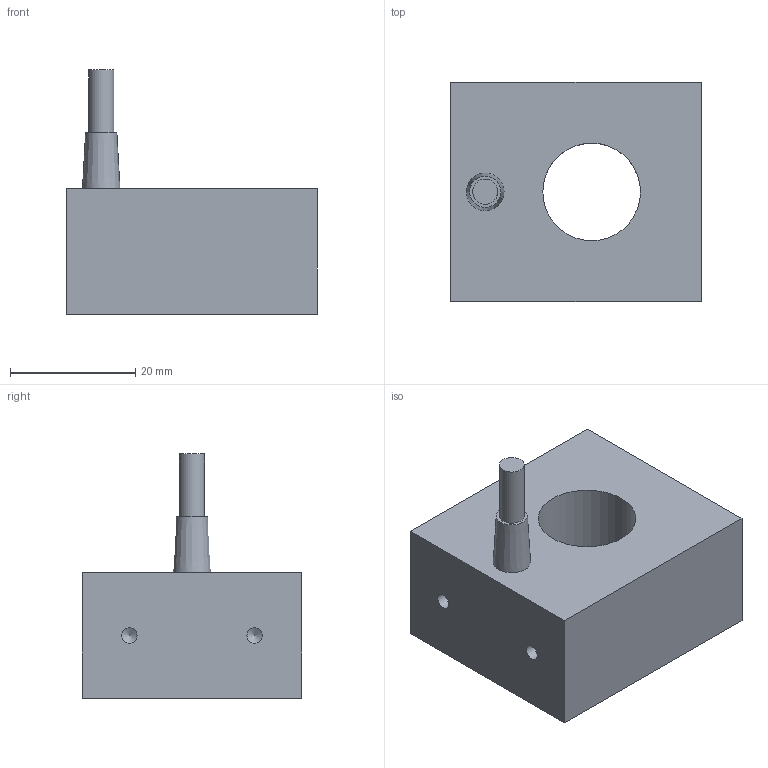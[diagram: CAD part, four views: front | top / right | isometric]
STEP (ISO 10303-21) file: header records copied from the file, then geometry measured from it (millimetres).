
FILE_DESCRIPTION(/* description */ (''),/* implementation_level */ '2;1');
FILE_NAME(/* name */ 'OY156000.stp',/* time_stamp */ '2016-10-10T14:03:48+02:00',/* author */ ('mitarbeiter'),/* organization */ (''),/* preprocessor_version */ 'ST-DEVELOPER v15.2',/* originating_system */ 'Autodesk Inventor 2014',/* authorisation */ '');
FILE_SCHEMA (('AUTOMOTIVE_DESIGN { 1 0 10303 214 3 1 1 }'));
Length unit declared in the file: millimetre
Products named in the file (3): Gehäuse_OY156000; Anschluss_OY156000; OY156000
Bounding box: 40 x 35 x 39 mm (x, y, z)
Volume: 24467.6 mm3; surface area: 6843.8 mm2
Topology: 2 solids, 2 shells, 19 faces, 37 edges, 24 vertices
Faces by surface type: plane 10, cylinder 6, cone 3
Full cylindrical faces by diameter (mm): 2.459 x2, 4 x1, 6 x2, 15.6 x1
Entity records: 494 total; most frequent: DIRECTION 86, CARTESIAN_POINT 70, ORIENTED_EDGE 50, AXIS2_PLACEMENT_3D 37, EDGE_LOOP 32, EDGE_CURVE 25, VERTEX_POINT 21, FACE_OUTER_BOUND 19
